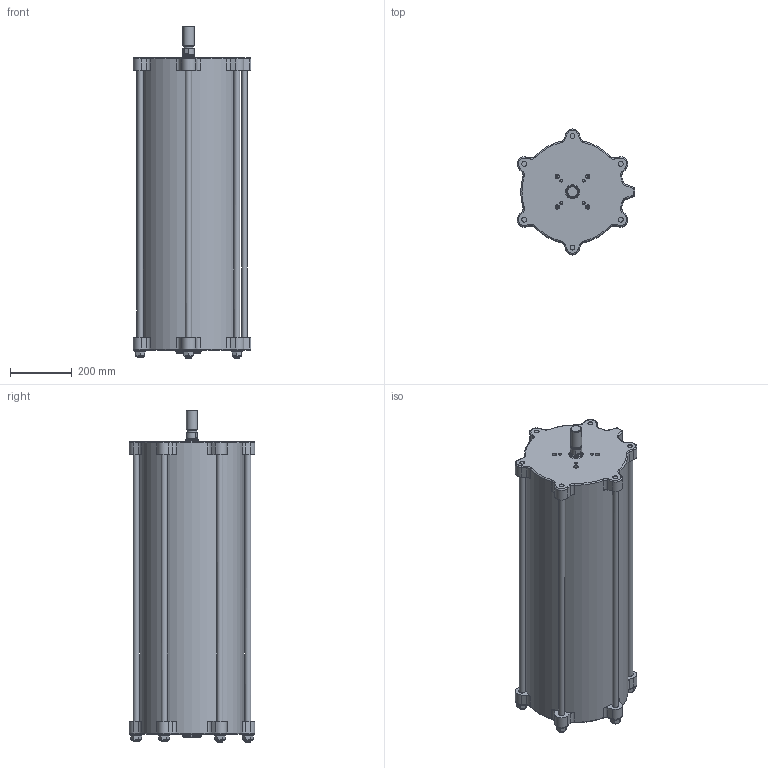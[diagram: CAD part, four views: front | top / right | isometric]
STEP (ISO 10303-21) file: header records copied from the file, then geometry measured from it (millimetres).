
FILE_DESCRIPTION(/* description */ (''),/* implementation_level */ '2;1');
FILE_NAME(/* name */ 'SC320 - 715.stp',/* time_stamp */ '2017-11-22T15:08:57+01:00',/* author */ ('Brumpreuksch'),/* organization */ (''),/* preprocessor_version */ 'ST-DEVELOPER v16.5',/* originating_system */ 'Autodesk Inventor 2017',/* authorisation */ '');
FILE_SCHEMA (('AUTOMOTIVE_DESIGN { 1 0 10303 214 3 1 1 }'));
Length unit declared in the file: millimetre
Products named in the file (1): SC320 - 715
Bounding box: 380.32 x 406 x 1074 mm (x, y, z)
Volume: 19233025 mm3; surface area: 3242396.6 mm2
Topology: 1 solids, 21 shells, 1289 faces, 2918 edges, 1692 vertices
Faces by surface type: cylinder 352, plane 305, bspline 282, torus 177, cone 101, sphere 72
Full cylindrical faces by diameter (mm): 4.917 x7, 7.5 x4, 8.376 x4, 9.5 x2, 10.106 x2, 12 x4, 13.835 x4, 14 x7, 16 x6, 18 x3, 18.2 x4, 18.5 x2, 18.631 x2, 20 x12, 21 x6, 22 x6, 23 x2, 25 x1, 26 x4, 30 x6, 30.5 x1, 32 x1, 36 x2, 37 x6, 40 x5, 40.2 x2, 44 x1, 49.8 x2, 56 x1, 250 x1
Entity records: 42662 total; most frequent: CARTESIAN_POINT 15127, DIRECTION 5542, ORIENTED_EDGE 5084, EDGE_CURVE 2538, AXIS2_PLACEMENT_3D 2507, EDGE_LOOP 1650, VERTEX_POINT 1590, CIRCLE 1376
